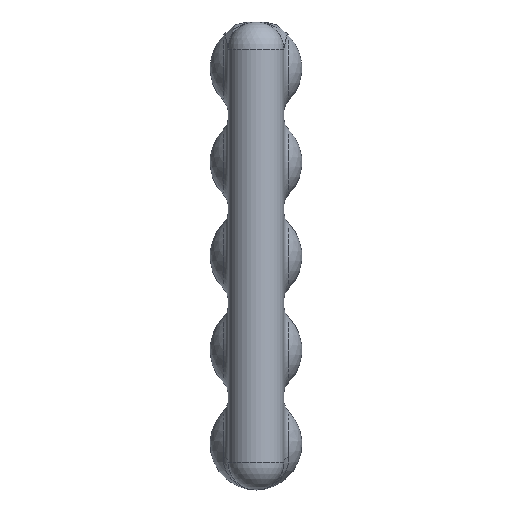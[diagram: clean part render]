
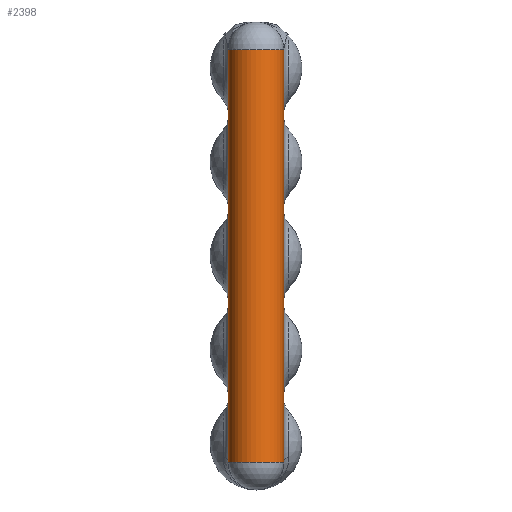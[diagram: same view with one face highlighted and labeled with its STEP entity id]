
A CAD part, top view. The second image highlights one B-rep face of the part: STEP entity #2398.
In plain terms, the highlighted cylindrical face has radius 0.75 mm (diameter 1.5 mm), a partial arc.
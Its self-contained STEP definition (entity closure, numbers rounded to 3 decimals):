
#376=DIRECTION('',(0.,1.,0.));
#377=VECTOR('',#376,11.15);
#378=CARTESIAN_POINT('',(0.75,0.75,2.195));
#379=LINE('',#378,#377);
#702=CARTESIAN_POINT('',(0.,11.9,2.195));
#703=DIRECTION('',(0.,-1.,0.));
#704=DIRECTION('',(1.,0.,0.));
#705=AXIS2_PLACEMENT_3D('',#702,#703,#704);
#707=CARTESIAN_POINT('',(0.,0.75,2.195));
#708=DIRECTION('',(0.,-1.,0.));
#709=DIRECTION('',(1.,0.,0.));
#710=AXIS2_PLACEMENT_3D('',#707,#708,#709);
#712=DIRECTION('',(0.,1.,0.));
#713=VECTOR('',#712,11.15);
#714=CARTESIAN_POINT('',(-0.75,0.75,2.195));
#715=LINE('',#714,#713);
#1195=CARTESIAN_POINT('',(0.75,0.75,2.195));
#1196=CARTESIAN_POINT('',(-0.75,0.75,2.195));
#1197=VERTEX_POINT('',#1195);
#1198=VERTEX_POINT('',#1196);
#1403=CARTESIAN_POINT('',(-0.75,11.9,2.195));
#1405=VERTEX_POINT('',#1403);
#1407=CARTESIAN_POINT('',(0.75,11.9,2.195));
#1408=VERTEX_POINT('',#1407);
#2385=CARTESIAN_POINT('',(0.,0.,2.195));
#2386=DIRECTION('',(0.,1.,0.));
#2387=DIRECTION('',(-1.,0.,0.));
#2388=AXIS2_PLACEMENT_3D('',#2385,#2386,#2387);
#2389=CYLINDRICAL_SURFACE('',#2388,0.75);
#2391=ORIENTED_EDGE('',*,*,#2390,.F.);
#2392=ORIENTED_EDGE('',*,*,#1908,.F.);
#2394=ORIENTED_EDGE('',*,*,#2393,.T.);
#2395=ORIENTED_EDGE('',*,*,#2366,.T.);
#2396=EDGE_LOOP('',(#2391,#2392,#2394,#2395));
#2397=FACE_OUTER_BOUND('',#2396,.F.);
#706=CIRCLE('',#705,0.75);
#711=CIRCLE('',#710,0.75);
#1908=EDGE_CURVE('',#1197,#1408,#379,.T.);
#2366=EDGE_CURVE('',#1198,#1405,#715,.T.);
#2390=EDGE_CURVE('',#1408,#1405,#706,.T.);
#2393=EDGE_CURVE('',#1197,#1198,#711,.T.);
#2398=ADVANCED_FACE('',(#2397),#2389,.T.);
